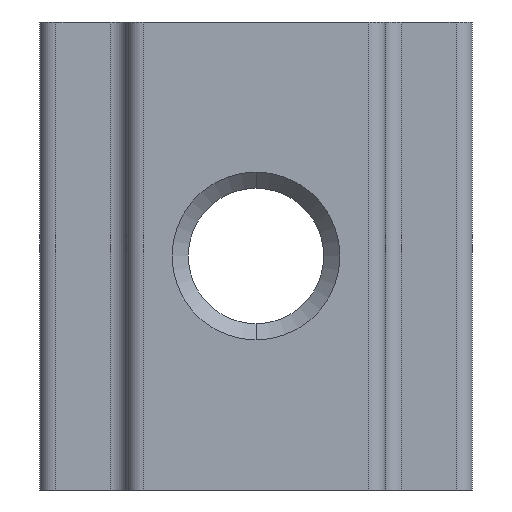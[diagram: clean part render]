
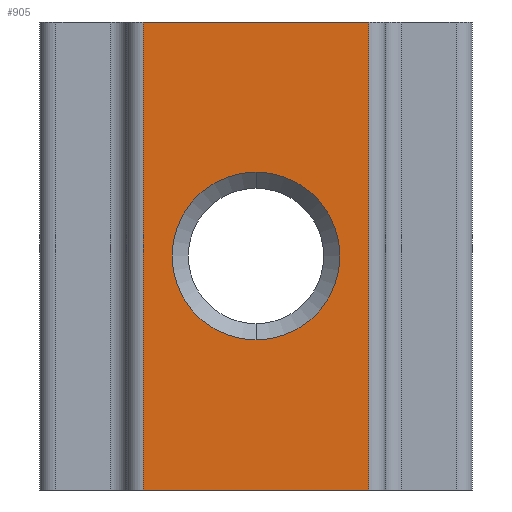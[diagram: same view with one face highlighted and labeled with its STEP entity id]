
A CAD part, front view. The second image highlights one B-rep face of the part: STEP entity #905.
In plain terms, the highlighted planar face has unit normal (0, -1, 0).
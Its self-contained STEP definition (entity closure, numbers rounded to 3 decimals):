
#2 = AXIS2_PLACEMENT_3D ( 'NONE', #236, #831, #96 ) ;
#6 = VECTOR ( 'NONE', #25, 1000. ) ;
#25 = DIRECTION ( 'NONE',  ( 0., 0., 1. ) ) ;
#26 = AXIS2_PLACEMENT_3D ( 'NONE', #537, #101, #547 ) ;
#73 = EDGE_CURVE ( 'NONE', #663, #266, #367, .T. ) ;
#96 = DIRECTION ( 'NONE',  ( 0., 0., 1. ) ) ;
#101 = DIRECTION ( 'NONE',  ( 0., 1., 0. ) ) ;
#108 = VERTEX_POINT ( 'NONE', #802 ) ;
#124 = VERTEX_POINT ( 'NONE', #341 ) ;
#126 = EDGE_CURVE ( 'NONE', #266, #386, #199, .T. ) ;
#145 = EDGE_LOOP ( 'NONE', ( #151, #954, #428, #566 ) ) ;
#151 = ORIENTED_EDGE ( 'NONE', *, *, #835, .F. ) ;
#172 = CARTESIAN_POINT ( 'NONE',  ( -4., 0., 14.5 ) ) ;
#199 = LINE ( 'NONE', #649, #557 ) ;
#211 = EDGE_CURVE ( 'NONE', #227, #108, #235, .T. ) ;
#227 = VERTEX_POINT ( 'NONE', #907 ) ;
#235 = CIRCLE ( 'NONE', #2, 2.6 ) ;
#236 = CARTESIAN_POINT ( 'NONE',  ( 0., 0., 7.25 ) ) ;
#249 = CARTESIAN_POINT ( 'NONE',  ( 3.5, 0., 0. ) ) ;
#266 = VERTEX_POINT ( 'NONE', #828 ) ;
#308 = EDGE_LOOP ( 'NONE', ( #848, #600 ) ) ;
#332 = PLANE ( 'NONE',  #760 ) ;
#341 = CARTESIAN_POINT ( 'NONE',  ( 3.5, 0., 14.5 ) ) ;
#367 = LINE ( 'NONE', #587, #939 ) ;
#386 = VERTEX_POINT ( 'NONE', #249 ) ;
#397 = EDGE_CURVE ( 'NONE', #386, #124, #605, .T. ) ;
#416 = DIRECTION ( 'NONE',  ( 1., 0., 0. ) ) ;
#428 = ORIENTED_EDGE ( 'NONE', *, *, #126, .T. ) ;
#479 = VECTOR ( 'NONE', #932, 1000. ) ;
#492 = CARTESIAN_POINT ( 'NONE',  ( -4., 0., 14.5 ) ) ;
#537 = CARTESIAN_POINT ( 'NONE',  ( 0., 0., 7.25 ) ) ;
#545 = CIRCLE ( 'NONE', #26, 2.6 ) ;
#547 = DIRECTION ( 'NONE',  ( 0., 0., 1. ) ) ;
#557 = VECTOR ( 'NONE', #416, 1000. ) ;
#566 = ORIENTED_EDGE ( 'NONE', *, *, #397, .T. ) ;
#575 = DIRECTION ( 'NONE',  ( 0., 1., 0. ) ) ;
#587 = CARTESIAN_POINT ( 'NONE',  ( -3.5, 0., 14.5 ) ) ;
#600 = ORIENTED_EDGE ( 'NONE', *, *, #723, .T. ) ;
#605 = LINE ( 'NONE', #920, #6 ) ;
#643 = DIRECTION ( 'NONE',  ( 0., 0., 1. ) ) ;
#649 = CARTESIAN_POINT ( 'NONE',  ( -4., 0., 0. ) ) ;
#658 = DIRECTION ( 'NONE',  ( 0., 0., -1. ) ) ;
#663 = VERTEX_POINT ( 'NONE', #819 ) ;
#679 = LINE ( 'NONE', #172, #479 ) ;
#723 = EDGE_CURVE ( 'NONE', #108, #227, #545, .T. ) ;
#755 = FACE_BOUND ( 'NONE', #308, .T. ) ;
#760 = AXIS2_PLACEMENT_3D ( 'NONE', #492, #575, #643 ) ;
#785 = FACE_OUTER_BOUND ( 'NONE', #145, .T. ) ;
#802 = CARTESIAN_POINT ( 'NONE',  ( 0., 0., 9.85 ) ) ;
#819 = CARTESIAN_POINT ( 'NONE',  ( -3.5, 0., 14.5 ) ) ;
#828 = CARTESIAN_POINT ( 'NONE',  ( -3.5, 0., 0. ) ) ;
#831 = DIRECTION ( 'NONE',  ( 0., 1., 0. ) ) ;
#835 = EDGE_CURVE ( 'NONE', #663, #124, #679, .T. ) ;
#848 = ORIENTED_EDGE ( 'NONE', *, *, #211, .T. ) ;
#905 = ADVANCED_FACE ( 'NONE', ( #755, #785 ), #332, .F. ) ;
#907 = CARTESIAN_POINT ( 'NONE',  ( 0., 0., 4.65 ) ) ;
#920 = CARTESIAN_POINT ( 'NONE',  ( 3.5, 0., 14.5 ) ) ;
#932 = DIRECTION ( 'NONE',  ( 1., 0., 0. ) ) ;
#939 = VECTOR ( 'NONE', #658, 1000. ) ;
#954 = ORIENTED_EDGE ( 'NONE', *, *, #73, .T. ) ;
